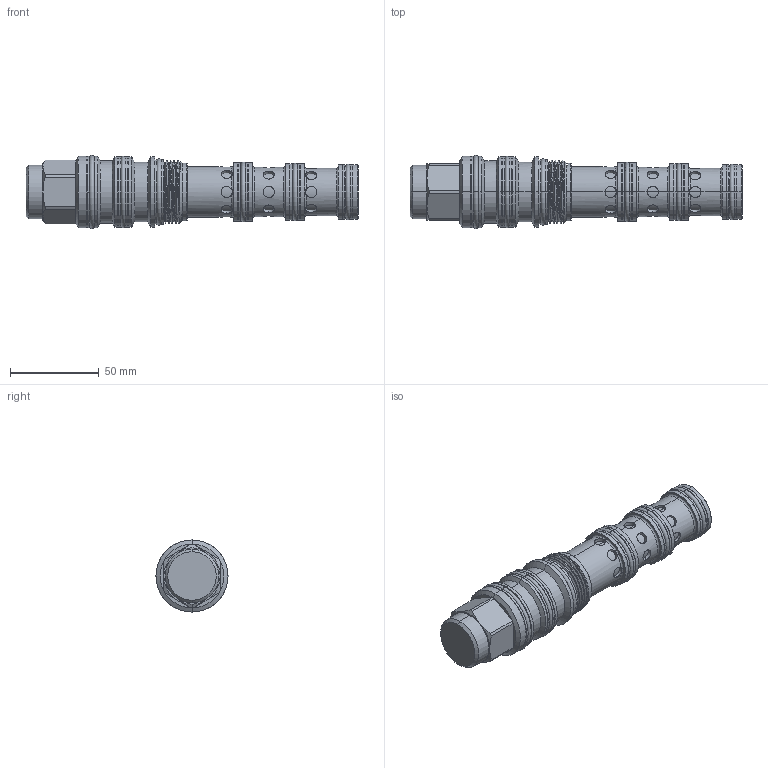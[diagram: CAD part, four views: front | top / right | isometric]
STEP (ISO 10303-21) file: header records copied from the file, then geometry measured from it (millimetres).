
FILE_DESCRIPTION (( 'STEP AP203' ), '1' );
FILE_NAME ('DC63A6E41N.STEP', '2025-05-07T01:26:38', ( '' ), ( '' ), 'SwSTEP 2.0', 'SolidWorks 2018', '' );
FILE_SCHEMA (( 'CONFIG_CONTROL_DESIGN' ));
Length unit declared in the file: millimetre
Products named in the file (1): DC63A6E41N
Bounding box: 186.65 x 41.17 x 41.17 mm (x, y, z)
Volume: 151547.6 mm3; surface area: 28771.4 mm2
Topology: 1 solids, 1 shells, 387 faces, 862 edges, 524 vertices
Faces by surface type: cylinder 215, plane 60, torus 51, cone 42, bspline 19
Entity records: 15879 total; most frequent: CARTESIAN_POINT 7456, DIRECTION 1765, ORIENTED_EDGE 1724, EDGE_CURVE 862, AXIS2_PLACEMENT_3D 765, VERTEX_POINT 524, EDGE_LOOP 436, CIRCLE 396
